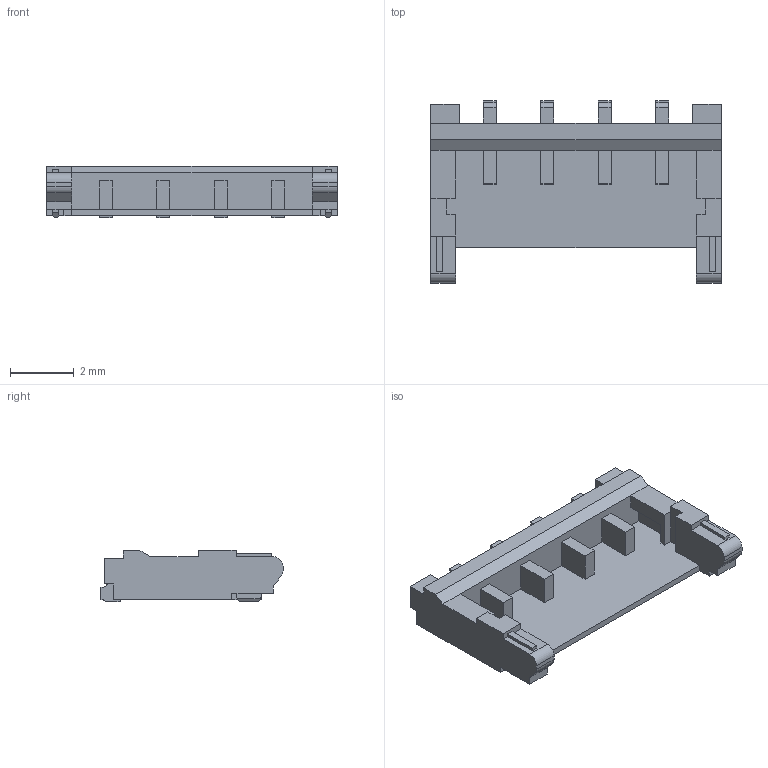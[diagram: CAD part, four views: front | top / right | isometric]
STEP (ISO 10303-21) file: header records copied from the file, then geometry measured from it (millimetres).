
FILE_DESCRIPTION(/* description */ (''),/* implementation_level */ '2;1');
FILE_NAME(/* name */ '2082940040wbm000_01_214.stp',/* time_stamp */ '2023-03-23T08:14:47+06:00',/* author */ (''),/* organization */ (''),/* preprocessor_version */ 'ST-DEVELOPER v16.7',/* originating_system */ 'SIEMENS PLM Software NX 1919',/* authorisation */ '');
FILE_SCHEMA (('AUTOMOTIVE_DESIGN { 1 0 10303 214 3 1 1 1 }'));
Length unit declared in the file: millimetre
Products named in the file (1): 2082940040wbm000_01
Bounding box: 9.1 x 5.7 x 1.6 mm (x, y, z)
Volume: 27.7 mm3; surface area: 150.6 mm2
Topology: 1 solids, 1 shells, 163 faces, 461 edges, 306 vertices
Faces by surface type: plane 147, cylinder 16
Entity records: 5219 total; most frequent: CARTESIAN_POINT 931, ORIENTED_EDGE 922, DIRECTION 821, EDGE_CURVE 461, LINE 429, VECTOR 429, VERTEX_POINT 306, AXIS2_PLACEMENT_3D 196
